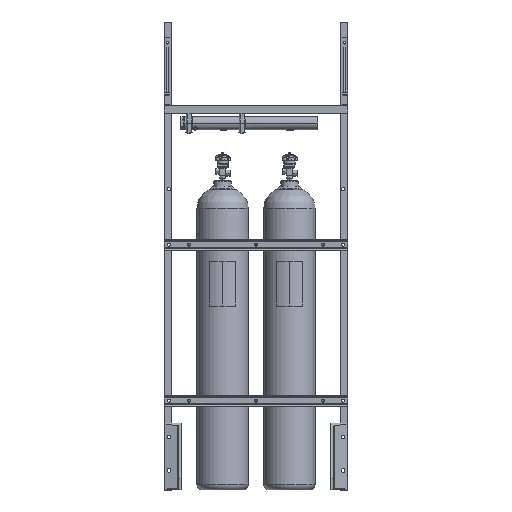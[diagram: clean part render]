
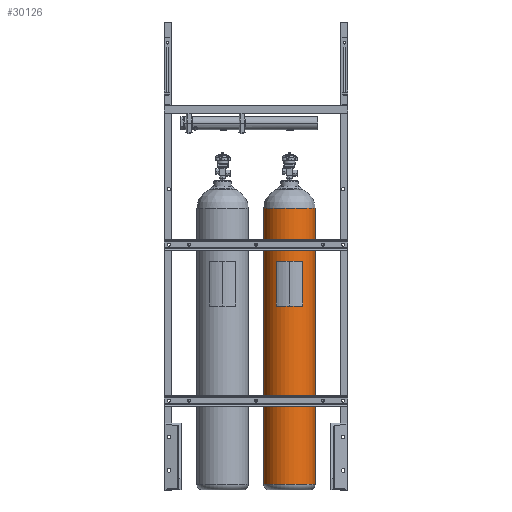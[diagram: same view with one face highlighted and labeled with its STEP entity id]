
A CAD part, top view. The second image highlights one B-rep face of the part: STEP entity #30126.
In plain terms, the highlighted cylindrical face has radius 116.635 mm (diameter 233.269 mm), a partial arc.
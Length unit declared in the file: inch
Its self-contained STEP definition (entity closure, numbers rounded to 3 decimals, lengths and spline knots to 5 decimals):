
#1152 = LINE ( 'NONE', #27733, #16053 ) ;
#1487 = VERTEX_POINT ( 'NONE', #19218 ) ;
#1611 = DIRECTION ( 'NONE',  ( 0., 1., 0. ) ) ;
#2191 = CARTESIAN_POINT ( 'NONE',  ( 0., 0., 0. ) ) ;
#2554 = AXIS2_PLACEMENT_3D ( 'NONE', #33481, #19166, #12518 ) ;
#2872 = EDGE_CURVE ( 'NONE', #15949, #18195, #21930, .T. ) ;
#3621 = ORIENTED_EDGE ( 'NONE', *, *, #13878, .F. ) ;
#7536 = DIRECTION ( 'NONE',  ( -1., 0., 0. ) ) ;
#10276 = LINE ( 'NONE', #16747, #33946 ) ;
#10839 = CYLINDRICAL_SURFACE ( 'NONE', #18743, 4.59191 ) ;
#11253 = ORIENTED_EDGE ( 'NONE', *, *, #2872, .T. ) ;
#11760 = CIRCLE ( 'NONE', #2554, 4.59191 ) ;
#12518 = DIRECTION ( 'NONE',  ( -1., 0., 0. ) ) ;
#12667 = DIRECTION ( 'NONE',  ( 0., 1., 0. ) ) ;
#12919 = EDGE_CURVE ( 'NONE', #25979, #1487, #11760, .T. ) ;
#13878 = EDGE_CURVE ( 'NONE', #15949, #25979, #1152, .T. ) ;
#15949 = VERTEX_POINT ( 'NONE', #23510 ) ;
#16053 = VECTOR ( 'NONE', #12667, 39.37008 ) ;
#16747 = CARTESIAN_POINT ( 'NONE',  ( 4.59191, 0., 0. ) ) ;
#17593 = EDGE_CURVE ( 'NONE', #18195, #1487, #10276, .T. ) ;
#18195 = VERTEX_POINT ( 'NONE', #20794 ) ;
#18743 = AXIS2_PLACEMENT_3D ( 'NONE', #2191, #34297, #18848 ) ;
#18848 = DIRECTION ( 'NONE',  ( -1., 0., 0. ) ) ;
#19166 = DIRECTION ( 'NONE',  ( 0., 1., 0. ) ) ;
#19218 = CARTESIAN_POINT ( 'NONE',  ( 4.59191, -4.92411, 0. ) ) ;
#19476 = AXIS2_PLACEMENT_3D ( 'NONE', #33679, #33299, #7536 ) ;
#20794 = CARTESIAN_POINT ( 'NONE',  ( 4.59191, -54.5, 0. ) ) ;
#21432 = EDGE_LOOP ( 'NONE', ( #11253, #37016, #24960, #3621 ) ) ;
#21930 = CIRCLE ( 'NONE', #19476, 4.59191 ) ;
#23510 = CARTESIAN_POINT ( 'NONE',  ( -4.59191, -54.5, 0. ) ) ;
#24960 = ORIENTED_EDGE ( 'NONE', *, *, #12919, .F. ) ;
#25979 = VERTEX_POINT ( 'NONE', #32166 ) ;
#27733 = CARTESIAN_POINT ( 'NONE',  ( -4.59191, 0., 0. ) ) ;
#30126 = ADVANCED_FACE ( 'NONE', ( #30498 ), #10839, .T. ) ;
#30498 = FACE_OUTER_BOUND ( 'NONE', #21432, .T. ) ;
#32166 = CARTESIAN_POINT ( 'NONE',  ( -4.59191, -4.92411, 0. ) ) ;
#33299 = DIRECTION ( 'NONE',  ( 0., 1., 0. ) ) ;
#33481 = CARTESIAN_POINT ( 'NONE',  ( 0., -4.92411, 0. ) ) ;
#33679 = CARTESIAN_POINT ( 'NONE',  ( 0., -54.5, 0. ) ) ;
#33946 = VECTOR ( 'NONE', #1611, 39.37008 ) ;
#34297 = DIRECTION ( 'NONE',  ( 0., 1., 0. ) ) ;
#37016 = ORIENTED_EDGE ( 'NONE', *, *, #17593, .T. ) ;
